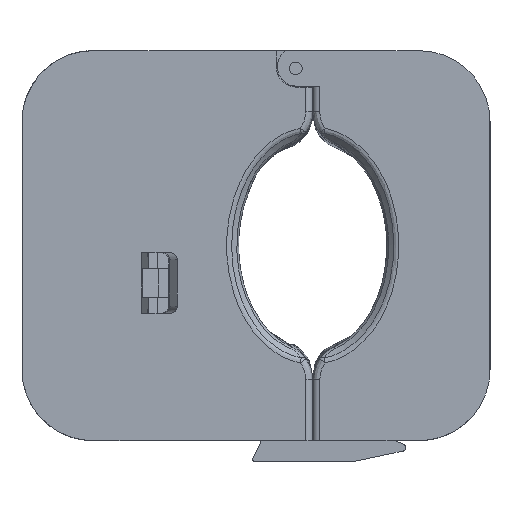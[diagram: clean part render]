
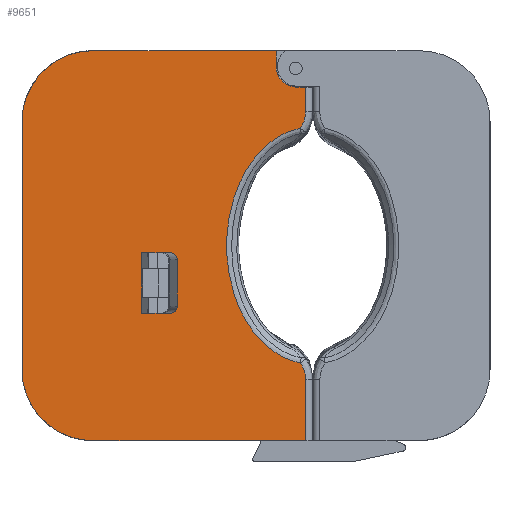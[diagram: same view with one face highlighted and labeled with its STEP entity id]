
A CAD part, left-side view. The second image highlights one B-rep face of the part: STEP entity #9651.
In plain terms, the highlighted planar face has unit normal (-1, 0, 0).
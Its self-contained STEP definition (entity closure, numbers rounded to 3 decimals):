
#40=ELLIPSE('',#10340,2.013,2.);
#41=ELLIPSE('',#10347,2.013,2.);
#137=B_SPLINE_CURVE_WITH_KNOTS('',3,(#15658,#15659,#15660,#15661),
 .UNSPECIFIED.,.F.,.F.,(4,4),(0.,0.501),.UNSPECIFIED.);
#138=B_SPLINE_CURVE_WITH_KNOTS('',3,(#15713,#15714,#15715,#15716,#15717,
#15718,#15719,#15720,#15721,#15722,#15723,#15724),.UNSPECIFIED.,.F.,.F.,
(4,1,1,1,1,1,1,1,1,4),(-8.422,-7.82,-7.218,
-6.015,-4.812,-3.609,-2.406,
-1.203,-0.602,0.),.UNSPECIFIED.);
#141=B_SPLINE_CURVE_WITH_KNOTS('',3,(#15770,#15771,#15772,#15773),
 .UNSPECIFIED.,.F.,.F.,(4,4),(0.,0.501),.UNSPECIFIED.);
#374=FACE_BOUND('',#1726,.T.);
#692=PLANE('',#10424);
#1168=FACE_OUTER_BOUND('',#1725,.T.);
#1725=EDGE_LOOP('',(#8694,#8695,#8696,#8697,#8698,#8699,#8700,#8701,#8702,
#8703,#8704,#8705,#8706));
#1726=EDGE_LOOP('',(#8707,#8708,#8709,#8710,#8711,#8712));
#2469=LINE('',#15627,#3460);
#2472=LINE('',#15779,#3463);
#2479=LINE('',#16228,#3470);
#2503=LINE('',#16751,#3494);
#2505=LINE('',#16755,#3496);
#2509=LINE('',#16763,#3500);
#2635=LINE('',#17473,#3626);
#2638=LINE('',#17479,#3629);
#2641=LINE('',#17485,#3632);
#2645=LINE('',#17492,#3636);
#2718=LINE('',#17936,#3709);
#3460=VECTOR('',#12078,10.);
#3463=VECTOR('',#12101,10.);
#3470=VECTOR('',#12120,10.);
#3494=VECTOR('',#12170,10.);
#3496=VECTOR('',#12174,10.);
#3500=VECTOR('',#12184,10.);
#3626=VECTOR('',#12412,10.);
#3629=VECTOR('',#12417,10.);
#3632=VECTOR('',#12422,10.);
#3636=VECTOR('',#12428,10.);
#3709=VECTOR('',#12663,10.);
#3945=CIRCLE('',#10289,5.8);
#3952=CIRCLE('',#10353,20.);
#3966=CIRCLE('',#10425,20.);
#4560=VERTEX_POINT('',#15624);
#4561=VERTEX_POINT('',#15626);
#4563=VERTEX_POINT('',#15651);
#4566=VERTEX_POINT('',#15712);
#4568=VERTEX_POINT('',#15761);
#4571=VERTEX_POINT('',#15775);
#4605=VERTEX_POINT('',#16227);
#4639=VERTEX_POINT('',#16748);
#4640=VERTEX_POINT('',#16750);
#4641=VERTEX_POINT('',#16754);
#4642=VERTEX_POINT('',#16758);
#4766=VERTEX_POINT('',#17464);
#4767=VERTEX_POINT('',#17466);
#4769=VERTEX_POINT('',#17472);
#4771=VERTEX_POINT('',#17478);
#4773=VERTEX_POINT('',#17484);
#4775=VERTEX_POINT('',#17490);
#4780=VERTEX_POINT('',#17507);
#4826=VERTEX_POINT('',#17934);
#5750=EDGE_CURVE('',#4560,#4561,#2469,.T.);
#5755=EDGE_CURVE('',#4561,#4563,#137,.T.);
#5757=EDGE_CURVE('',#4563,#4566,#138,.T.);
#5764=EDGE_CURVE('',#4566,#4568,#141,.T.);
#5767=EDGE_CURVE('',#4568,#4571,#2472,.T.);
#5807=EDGE_CURVE('',#4571,#4605,#2479,.T.);
#5856=EDGE_CURVE('',#4639,#4640,#2503,.T.);
#5858=EDGE_CURVE('',#4641,#4640,#2505,.T.);
#5860=EDGE_CURVE('',#4642,#4641,#3945,.T.);
#5863=EDGE_CURVE('',#4560,#4642,#2509,.T.);
#6035=EDGE_CURVE('',#4767,#4766,#40,.T.);
#6038=EDGE_CURVE('',#4769,#4767,#2635,.T.);
#6041=EDGE_CURVE('',#4771,#4769,#2638,.T.);
#6044=EDGE_CURVE('',#4773,#4771,#2641,.T.);
#6048=EDGE_CURVE('',#4766,#4775,#2645,.T.);
#6050=EDGE_CURVE('',#4775,#4773,#41,.T.);
#6056=EDGE_CURVE('',#4605,#4780,#3952,.T.);
#6155=EDGE_CURVE('',#4826,#4639,#3966,.T.);
#6156=EDGE_CURVE('',#4780,#4826,#2718,.T.);
#8694=ORIENTED_EDGE('',*,*,#5750,.F.);
#8695=ORIENTED_EDGE('',*,*,#5863,.T.);
#8696=ORIENTED_EDGE('',*,*,#5860,.T.);
#8697=ORIENTED_EDGE('',*,*,#5858,.T.);
#8698=ORIENTED_EDGE('',*,*,#5856,.F.);
#8699=ORIENTED_EDGE('',*,*,#6155,.F.);
#8700=ORIENTED_EDGE('',*,*,#6156,.F.);
#8701=ORIENTED_EDGE('',*,*,#6056,.F.);
#8702=ORIENTED_EDGE('',*,*,#5807,.F.);
#8703=ORIENTED_EDGE('',*,*,#5767,.F.);
#8704=ORIENTED_EDGE('',*,*,#5764,.F.);
#8705=ORIENTED_EDGE('',*,*,#5757,.F.);
#8706=ORIENTED_EDGE('',*,*,#5755,.F.);
#8707=ORIENTED_EDGE('',*,*,#6044,.T.);
#8708=ORIENTED_EDGE('',*,*,#6041,.T.);
#8709=ORIENTED_EDGE('',*,*,#6038,.T.);
#8710=ORIENTED_EDGE('',*,*,#6035,.T.);
#8711=ORIENTED_EDGE('',*,*,#6048,.T.);
#8712=ORIENTED_EDGE('',*,*,#6050,.T.);
#9651=ADVANCED_FACE('',(#1168,#374),#692,.T.);
#10289=AXIS2_PLACEMENT_3D('',#16759,#12178,#12179);
#10340=AXIS2_PLACEMENT_3D('',#17467,#12406,#12407);
#10347=AXIS2_PLACEMENT_3D('',#17495,#12433,#12434);
#10353=AXIS2_PLACEMENT_3D('',#17508,#12447,#12448);
#10424=AXIS2_PLACEMENT_3D('',#17933,#12659,#12660);
#10425=AXIS2_PLACEMENT_3D('',#17935,#12661,#12662);
#12078=DIRECTION('',(0.,0.,-1.));
#12101=DIRECTION('',(0.,0.,-1.));
#12120=DIRECTION('',(0.,1.,0.));
#12170=DIRECTION('',(0.,-1.,0.));
#12174=DIRECTION('',(0.,0.,1.));
#12178=DIRECTION('center_axis',(1.,0.,0.));
#12179=DIRECTION('ref_axis',(0.,1.,0.));
#12184=DIRECTION('',(0.,1.,0.));
#12406=DIRECTION('center_axis',(1.,0.,0.));
#12407=DIRECTION('ref_axis',(0.,-1.,0.));
#12412=DIRECTION('',(0.,-1.,0.));
#12417=DIRECTION('',(0.,0.,1.));
#12422=DIRECTION('',(0.,1.,0.));
#12428=DIRECTION('',(0.,0.,-1.));
#12433=DIRECTION('center_axis',(1.,0.,0.));
#12434=DIRECTION('ref_axis',(0.,-1.,0.));
#12447=DIRECTION('center_axis',(1.,0.,0.));
#12448=DIRECTION('ref_axis',(0.,0.707,-0.707));
#12659=DIRECTION('center_axis',(-1.,0.,0.));
#12660=DIRECTION('ref_axis',(0.,-1.,0.));
#12661=DIRECTION('center_axis',(1.,0.,0.));
#12662=DIRECTION('ref_axis',(0.,0.707,0.707));
#12663=DIRECTION('',(0.,0.,1.));
#15624=CARTESIAN_POINT('',(-110.738,-58.462,44.7));
#15626=CARTESIAN_POINT('',(-110.738,-58.462,37.766));
#15627=CARTESIAN_POINT('',(-110.738,-58.462,0.));
#15651=CARTESIAN_POINT('',(-110.738,-56.946,33.077));
#15658=CARTESIAN_POINT('Ctrl Pts',(-110.738,-58.462,
37.766));
#15659=CARTESIAN_POINT('Ctrl Pts',(-110.738,-58.462,
36.096));
#15660=CARTESIAN_POINT('Ctrl Pts',(-110.738,-57.923,
34.431));
#15661=CARTESIAN_POINT('Ctrl Pts',(-110.738,-56.946,
33.077));
#15712=CARTESIAN_POINT('',(-110.738,-56.946,-33.077));
#15713=CARTESIAN_POINT('Ctrl Pts',(-110.738,-56.946,
33.077));
#15714=CARTESIAN_POINT('Ctrl Pts',(-110.738,-54.979,32.687));
#15715=CARTESIAN_POINT('Ctrl Pts',(-110.738,-51.184,
31.258));
#15716=CARTESIAN_POINT('Ctrl Pts',(-110.738,-44.729,
26.361));
#15717=CARTESIAN_POINT('Ctrl Pts',(-110.738,-39.17,
17.791));
#15718=CARTESIAN_POINT('Ctrl Pts',(-110.738,-36.052,
6.067));
#15719=CARTESIAN_POINT('Ctrl Pts',(-110.738,-36.054,
-6.065));
#15720=CARTESIAN_POINT('Ctrl Pts',(-110.738,-39.17,
-17.798));
#15721=CARTESIAN_POINT('Ctrl Pts',(-110.738,-44.728,
-26.357));
#15722=CARTESIAN_POINT('Ctrl Pts',(-110.738,-51.183,-31.257));
#15723=CARTESIAN_POINT('Ctrl Pts',(-110.738,-54.979,
-32.687));
#15724=CARTESIAN_POINT('Ctrl Pts',(-110.738,-56.946,
-33.077));
#15761=CARTESIAN_POINT('',(-110.738,-58.462,-37.766));
#15770=CARTESIAN_POINT('Ctrl Pts',(-110.738,-56.946,
-33.077));
#15771=CARTESIAN_POINT('Ctrl Pts',(-110.738,-57.923,
-34.431));
#15772=CARTESIAN_POINT('Ctrl Pts',(-110.738,-58.462,
-36.096));
#15773=CARTESIAN_POINT('Ctrl Pts',(-110.738,-58.462,
-37.766));
#15775=CARTESIAN_POINT('',(-110.738,-58.462,-55.));
#15779=CARTESIAN_POINT('',(-110.738,-58.462,0.));
#16227=CARTESIAN_POINT('',(-110.738,1.538,-55.));
#16228=CARTESIAN_POINT('',(-110.738,-110.462,-55.));
#16748=CARTESIAN_POINT('',(-110.738,1.538,55.));
#16750=CARTESIAN_POINT('',(-110.738,-50.162,55.));
#16751=CARTESIAN_POINT('',(-110.738,-110.462,55.));
#16754=CARTESIAN_POINT('',(-110.738,-50.162,50.5));
#16755=CARTESIAN_POINT('',(-110.738,-50.162,25.25));
#16758=CARTESIAN_POINT('',(-110.738,-55.962,44.7));
#16759=CARTESIAN_POINT('Origin',(-110.738,-55.962,50.5));
#16763=CARTESIAN_POINT('',(-110.738,-19.462,44.7));
#17464=CARTESIAN_POINT('',(-110.738,-22.3,-4.031));
#17466=CARTESIAN_POINT('',(-110.738,-20.287,-2.031));
#17467=CARTESIAN_POINT('Origin',(-110.738,-20.287,-4.031));
#17472=CARTESIAN_POINT('',(-110.738,-12.235,-2.031));
#17473=CARTESIAN_POINT('',(-110.738,1.687,-2.031));
#17478=CARTESIAN_POINT('',(-110.738,-12.235,-19.031));
#17479=CARTESIAN_POINT('',(-110.738,-12.235,-1.015));
#17484=CARTESIAN_POINT('',(-110.738,-20.287,-19.031));
#17485=CARTESIAN_POINT('',(-110.738,5.661,-19.031));
#17490=CARTESIAN_POINT('',(-110.738,-22.3,-17.031));
#17492=CARTESIAN_POINT('',(-110.738,-22.3,-8.515));
#17495=CARTESIAN_POINT('Origin',(-110.738,-20.287,-17.031));
#17507=CARTESIAN_POINT('',(-110.738,21.538,-35.));
#17508=CARTESIAN_POINT('Origin',(-110.738,1.538,-35.));
#17933=CARTESIAN_POINT('Origin',(-110.738,21.538,0.));
#17934=CARTESIAN_POINT('',(-110.738,21.538,35.));
#17935=CARTESIAN_POINT('Origin',(-110.738,1.538,35.));
#17936=CARTESIAN_POINT('',(-110.738,21.538,0.));
